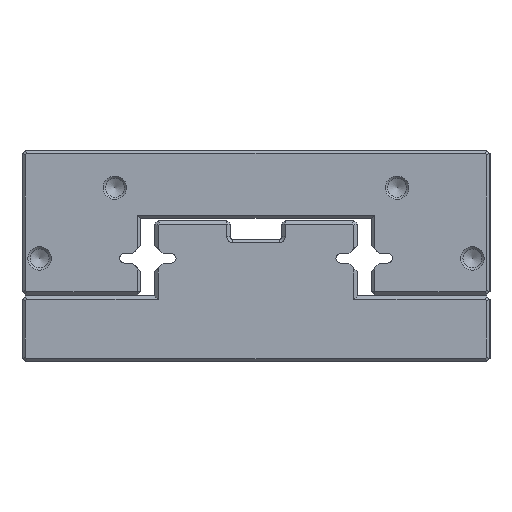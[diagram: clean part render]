
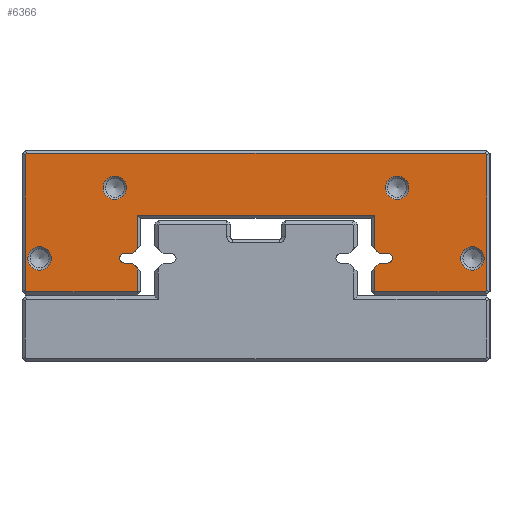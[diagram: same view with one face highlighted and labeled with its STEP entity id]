
A CAD part, left-side view. The second image highlights one B-rep face of the part: STEP entity #6366.
In plain terms, the highlighted planar face has unit normal (-1, 0, 0).
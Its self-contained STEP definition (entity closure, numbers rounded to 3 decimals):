
#5219=FACE_BOUND('',#9887,.T.);
#5220=FACE_BOUND('',#9888,.T.);
#5221=FACE_BOUND('',#9889,.T.);
#5222=FACE_BOUND('',#9890,.T.);
#5223=FACE_BOUND('',#9891,.T.);
#5827=CIRCLE('',#27165,1.);
#5846=CIRCLE('',#27192,1.);
#5852=CIRCLE('',#27204,2.5);
#5853=CIRCLE('',#27205,2.5);
#5854=CIRCLE('',#27206,2.5);
#5855=CIRCLE('',#27207,2.5);
#6366=ADVANCED_FACE('',(#5219,#5220,#5221,#5222,#5223),#7600,.T.);
#7600=PLANE('',#27208);
#9887=EDGE_LOOP('',(#13010,#13011,#13012,#13013,#13014,#13015,#13016,#13017,
#13018,#13019,#13020,#13021,#13022,#13023,#13024,#13025,#13026,#13027,#13028,
#13029,#13030,#13031,#13032,#13033));
#9888=EDGE_LOOP('',(#13034));
#9889=EDGE_LOOP('',(#13035));
#9890=EDGE_LOOP('',(#13036));
#9891=EDGE_LOOP('',(#13037));
#13010=ORIENTED_EDGE('',*,*,#20356,.F.);
#13011=ORIENTED_EDGE('',*,*,#20397,.T.);
#13012=ORIENTED_EDGE('',*,*,#20398,.T.);
#13013=ORIENTED_EDGE('',*,*,#20399,.T.);
#13014=ORIENTED_EDGE('',*,*,#20297,.F.);
#13015=ORIENTED_EDGE('',*,*,#20291,.F.);
#13016=ORIENTED_EDGE('',*,*,#20288,.F.);
#13017=ORIENTED_EDGE('',*,*,#20285,.F.);
#13018=ORIENTED_EDGE('',*,*,#20283,.F.);
#13019=ORIENTED_EDGE('',*,*,#20400,.T.);
#13020=ORIENTED_EDGE('',*,*,#20401,.T.);
#13021=ORIENTED_EDGE('',*,*,#20402,.T.);
#13022=ORIENTED_EDGE('',*,*,#20403,.T.);
#13023=ORIENTED_EDGE('',*,*,#20404,.T.);
#13024=ORIENTED_EDGE('',*,*,#20405,.T.);
#13025=ORIENTED_EDGE('',*,*,#20406,.T.);
#13026=ORIENTED_EDGE('',*,*,#20407,.T.);
#13027=ORIENTED_EDGE('',*,*,#20408,.T.);
#13028=ORIENTED_EDGE('',*,*,#20409,.T.);
#13029=ORIENTED_EDGE('',*,*,#20410,.T.);
#13030=ORIENTED_EDGE('',*,*,#20370,.F.);
#13031=ORIENTED_EDGE('',*,*,#20364,.F.);
#13032=ORIENTED_EDGE('',*,*,#20361,.F.);
#13033=ORIENTED_EDGE('',*,*,#20358,.F.);
#13034=ORIENTED_EDGE('',*,*,#20411,.T.);
#13035=ORIENTED_EDGE('',*,*,#20412,.T.);
#13036=ORIENTED_EDGE('',*,*,#20413,.T.);
#13037=ORIENTED_EDGE('',*,*,#20414,.T.);
#18025=VERTEX_POINT('',#36453);
#18026=VERTEX_POINT('',#36455);
#18027=VERTEX_POINT('',#36459);
#18029=VERTEX_POINT('',#36465);
#18031=VERTEX_POINT('',#36471);
#18036=VERTEX_POINT('',#36483);
#18076=VERTEX_POINT('',#36585);
#18077=VERTEX_POINT('',#36587);
#18078=VERTEX_POINT('',#36591);
#18080=VERTEX_POINT('',#36597);
#18082=VERTEX_POINT('',#36603);
#18087=VERTEX_POINT('',#36615);
#18110=VERTEX_POINT('',#36669);
#18111=VERTEX_POINT('',#36671);
#18112=VERTEX_POINT('',#36674);
#18113=VERTEX_POINT('',#36676);
#18114=VERTEX_POINT('',#36678);
#18115=VERTEX_POINT('',#36680);
#18116=VERTEX_POINT('',#36682);
#18117=VERTEX_POINT('',#36684);
#18118=VERTEX_POINT('',#36686);
#18119=VERTEX_POINT('',#36688);
#18120=VERTEX_POINT('',#36690);
#18121=VERTEX_POINT('',#36692);
#18122=VERTEX_POINT('',#36695);
#18123=VERTEX_POINT('',#36697);
#18124=VERTEX_POINT('',#36699);
#18125=VERTEX_POINT('',#36701);
#20283=EDGE_CURVE('',#18025,#18026,#22919,.T.);
#20285=EDGE_CURVE('',#18026,#18027,#22921,.T.);
#20288=EDGE_CURVE('',#18027,#18029,#5827,.T.);
#20291=EDGE_CURVE('',#18029,#18031,#22925,.T.);
#20297=EDGE_CURVE('',#18031,#18036,#22931,.T.);
#20356=EDGE_CURVE('',#18076,#18077,#22973,.T.);
#20358=EDGE_CURVE('',#18077,#18078,#22975,.T.);
#20361=EDGE_CURVE('',#18078,#18080,#5846,.T.);
#20364=EDGE_CURVE('',#18080,#18082,#22979,.T.);
#20370=EDGE_CURVE('',#18082,#18087,#22985,.T.);
#20397=EDGE_CURVE('',#18076,#18110,#23008,.T.);
#20398=EDGE_CURVE('',#18110,#18111,#23009,.T.);
#20399=EDGE_CURVE('',#18111,#18036,#23010,.T.);
#20400=EDGE_CURVE('',#18025,#18112,#23011,.T.);
#20401=EDGE_CURVE('',#18112,#18113,#23012,.T.);
#20402=EDGE_CURVE('',#18113,#18114,#23013,.T.);
#20403=EDGE_CURVE('',#18114,#18115,#23014,.T.);
#20404=EDGE_CURVE('',#18115,#18116,#23015,.T.);
#20405=EDGE_CURVE('',#18116,#18117,#23016,.T.);
#20406=EDGE_CURVE('',#18117,#18118,#23017,.T.);
#20407=EDGE_CURVE('',#18118,#18119,#23018,.T.);
#20408=EDGE_CURVE('',#18119,#18120,#23019,.T.);
#20409=EDGE_CURVE('',#18120,#18121,#23020,.T.);
#20410=EDGE_CURVE('',#18121,#18087,#23021,.T.);
#20411=EDGE_CURVE('',#18122,#18122,#5852,.T.);
#20412=EDGE_CURVE('',#18123,#18123,#5853,.T.);
#20413=EDGE_CURVE('',#18124,#18124,#5854,.T.);
#20414=EDGE_CURVE('',#18125,#18125,#5855,.T.);
#22919=LINE('',#36454,#25167);
#22921=LINE('',#36458,#25169);
#22925=LINE('',#36470,#25173);
#22931=LINE('',#36482,#25179);
#22973=LINE('',#36586,#25221);
#22975=LINE('',#36590,#25223);
#22979=LINE('',#36602,#25227);
#22985=LINE('',#36614,#25233);
#23008=LINE('',#36668,#25256);
#23009=LINE('',#36670,#25257);
#23010=LINE('',#36672,#25258);
#23011=LINE('',#36673,#25259);
#23012=LINE('',#36675,#25260);
#23013=LINE('',#36677,#25261);
#23014=LINE('',#36679,#25262);
#23015=LINE('',#36681,#25263);
#23016=LINE('',#36683,#25264);
#23017=LINE('',#36685,#25265);
#23018=LINE('',#36687,#25266);
#23019=LINE('',#36689,#25267);
#23020=LINE('',#36691,#25268);
#23021=LINE('',#36693,#25269);
#25167=VECTOR('',#30057,1.);
#25169=VECTOR('',#30061,1.);
#25173=VECTOR('',#30073,1.);
#25179=VECTOR('',#30081,1.);
#25221=VECTOR('',#30165,1.);
#25223=VECTOR('',#30169,1.);
#25227=VECTOR('',#30181,1.);
#25233=VECTOR('',#30189,1.);
#25256=VECTOR('',#30228,1.);
#25257=VECTOR('',#30229,1.);
#25258=VECTOR('',#30230,1.);
#25259=VECTOR('',#30231,1.);
#25260=VECTOR('',#30232,1.);
#25261=VECTOR('',#30233,1.);
#25262=VECTOR('',#30234,1.);
#25263=VECTOR('',#30235,1.);
#25264=VECTOR('',#30236,1.);
#25265=VECTOR('',#30237,1.);
#25266=VECTOR('',#30238,1.);
#25267=VECTOR('',#30239,1.);
#25268=VECTOR('',#30240,1.);
#25269=VECTOR('',#30241,1.);
#27165=AXIS2_PLACEMENT_3D('',#36464,#30066,#30067);
#27192=AXIS2_PLACEMENT_3D('',#36596,#30174,#30175);
#27204=AXIS2_PLACEMENT_3D('',#36694,#30242,#30243);
#27205=AXIS2_PLACEMENT_3D('',#36696,#30244,#30245);
#27206=AXIS2_PLACEMENT_3D('',#36698,#30246,#30247);
#27207=AXIS2_PLACEMENT_3D('',#36700,#30248,#30249);
#27208=AXIS2_PLACEMENT_3D('',#36702,#30250,#30251);
#30057=DIRECTION('',(0.,-0.707,0.707));
#30061=DIRECTION('',(0.,-1.,0.));
#30066=DIRECTION('',(-1.,0.,0.));
#30067=DIRECTION('',(0.,0.,-1.));
#30073=DIRECTION('',(0.,1.,0.));
#30081=DIRECTION('',(0.,0.707,0.707));
#30165=DIRECTION('',(0.,0.707,-0.707));
#30169=DIRECTION('',(0.,1.,0.));
#30174=DIRECTION('',(-1.,0.,0.));
#30175=DIRECTION('',(0.,0.,1.));
#30181=DIRECTION('',(0.,-1.,0.));
#30189=DIRECTION('',(0.,-0.707,-0.707));
#30228=DIRECTION('',(0.,0.,1.));
#30229=DIRECTION('',(0.,-1.,0.));
#30230=DIRECTION('',(0.,0.,-1.));
#30231=DIRECTION('',(0.,0.,-1.));
#30232=DIRECTION('',(0.,-1.,0.));
#30233=DIRECTION('',(0.,-0.707,0.707));
#30234=DIRECTION('',(0.,0.,1.));
#30235=DIRECTION('',(0.,0.707,0.707));
#30236=DIRECTION('',(0.,1.,0.));
#30237=DIRECTION('',(0.,0.707,-0.707));
#30238=DIRECTION('',(0.,0.,-1.));
#30239=DIRECTION('',(0.,-0.707,-0.707));
#30240=DIRECTION('',(0.,-1.,0.));
#30241=DIRECTION('',(0.,0.,1.));
#30242=DIRECTION('',(1.,0.,0.));
#30243=DIRECTION('',(0.,0.,-1.));
#30244=DIRECTION('',(1.,0.,0.));
#30245=DIRECTION('',(0.,0.,-1.));
#30246=DIRECTION('',(1.,0.,0.));
#30247=DIRECTION('',(0.,0.,-1.));
#30248=DIRECTION('',(1.,0.,0.));
#30249=DIRECTION('',(0.,0.,-1.));
#30250=DIRECTION('',(-1.,0.,0.));
#30251=DIRECTION('',(0.,0.,-1.));
#36453=CARTESIAN_POINT('',(80.,24.55,19.957));
#36454=CARTESIAN_POINT('',(80.,25.25,19.257));
#36455=CARTESIAN_POINT('',(80.,23.507,21.));
#36458=CARTESIAN_POINT('',(80.,23.507,21.));
#36459=CARTESIAN_POINT('',(80.,21.75,21.));
#36464=CARTESIAN_POINT('',(80.,21.75,22.));
#36465=CARTESIAN_POINT('',(80.,21.75,23.));
#36470=CARTESIAN_POINT('',(80.,21.75,23.));
#36471=CARTESIAN_POINT('',(80.,23.507,23.));
#36482=CARTESIAN_POINT('',(80.,23.507,23.));
#36483=CARTESIAN_POINT('',(80.,24.55,24.043));
#36585=CARTESIAN_POINT('',(80.,74.95,24.043));
#36586=CARTESIAN_POINT('',(80.,74.25,24.743));
#36587=CARTESIAN_POINT('',(80.,75.993,23.));
#36590=CARTESIAN_POINT('',(80.,75.993,23.));
#36591=CARTESIAN_POINT('',(80.,77.75,23.));
#36596=CARTESIAN_POINT('',(80.,77.75,22.));
#36597=CARTESIAN_POINT('',(80.,77.75,21.));
#36602=CARTESIAN_POINT('',(80.,77.75,21.));
#36603=CARTESIAN_POINT('',(80.,75.993,21.));
#36614=CARTESIAN_POINT('',(80.,75.993,21.));
#36615=CARTESIAN_POINT('',(80.,74.95,19.957));
#36668=CARTESIAN_POINT('',(80.,74.95,30.5));
#36669=CARTESIAN_POINT('',(80.,74.95,31.2));
#36670=CARTESIAN_POINT('',(80.,25.25,31.2));
#36671=CARTESIAN_POINT('',(80.,24.55,31.2));
#36672=CARTESIAN_POINT('',(80.,24.55,24.743));
#36673=CARTESIAN_POINT('',(80.,24.55,14.2));
#36674=CARTESIAN_POINT('',(80.,24.55,14.9));
#36675=CARTESIAN_POINT('',(80.,0.7,14.9));
#36676=CARTESIAN_POINT('',(80.,0.99,14.9));
#36677=CARTESIAN_POINT('',(80.,7.82,8.07));
#36678=CARTESIAN_POINT('',(80.,0.7,15.19));
#36679=CARTESIAN_POINT('',(80.,0.7,44.3));
#36680=CARTESIAN_POINT('',(80.,0.7,44.01));
#36681=CARTESIAN_POINT('',(80.,0.22,43.53));
#36682=CARTESIAN_POINT('',(80.,0.99,44.3));
#36683=CARTESIAN_POINT('',(80.,98.8,44.3));
#36684=CARTESIAN_POINT('',(80.,98.51,44.3));
#36685=CARTESIAN_POINT('',(80.,71.28,71.53));
#36686=CARTESIAN_POINT('',(80.,98.8,44.01));
#36687=CARTESIAN_POINT('',(80.,98.8,14.9));
#36688=CARTESIAN_POINT('',(80.,98.8,15.19));
#36689=CARTESIAN_POINT('',(80.,63.68,-19.93));
#36690=CARTESIAN_POINT('',(80.,98.51,14.9));
#36691=CARTESIAN_POINT('',(80.,74.25,14.9));
#36692=CARTESIAN_POINT('',(80.,74.95,14.9));
#36693=CARTESIAN_POINT('',(80.,74.95,19.257));
#36694=CARTESIAN_POINT('',(80.,95.75,22.));
#36695=CARTESIAN_POINT('',(80.,95.75,19.5));
#36696=CARTESIAN_POINT('',(80.,3.75,22.));
#36697=CARTESIAN_POINT('',(80.,3.75,19.5));
#36698=CARTESIAN_POINT('',(80.,19.75,37.));
#36699=CARTESIAN_POINT('',(80.,19.75,34.5));
#36700=CARTESIAN_POINT('',(80.,79.75,37.));
#36701=CARTESIAN_POINT('',(80.,79.75,34.5));
#36702=CARTESIAN_POINT('',(80.,21.75,22.));
